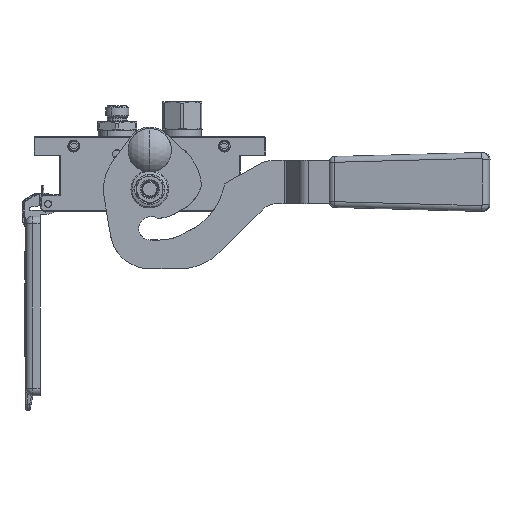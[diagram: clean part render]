
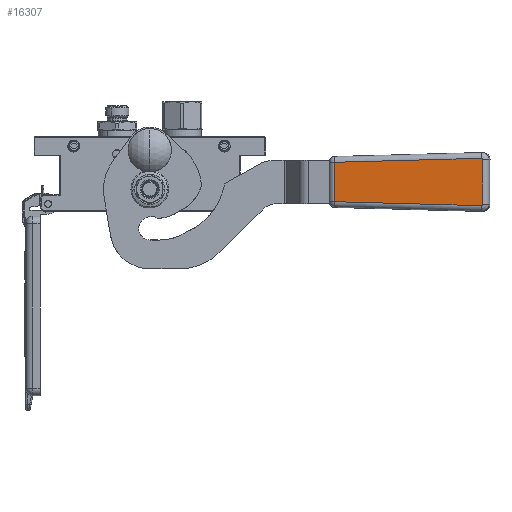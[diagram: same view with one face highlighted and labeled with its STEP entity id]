
A CAD part, front view. The second image highlights one B-rep face of the part: STEP entity #16307.
In plain terms, the highlighted face is planar.
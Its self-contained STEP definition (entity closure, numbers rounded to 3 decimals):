
#396 = AXIS2_PLACEMENT_3D ( 'NONE', #97686, #635, #41693 ) ;
#635 = DIRECTION ( 'NONE',  ( 0., 1., 0.014 ) ) ;
#2297 = DIRECTION ( 'NONE',  ( -0.027, 0.014, -1. ) ) ;
#2948 = ORIENTED_EDGE ( 'NONE', *, *, #97423, .F. ) ;
#3208 = CARTESIAN_POINT ( 'NONE',  ( -16.363, 0.069, -5.081 ) ) ;
#5255 = CARTESIAN_POINT ( 'NONE',  ( -15.754, 0.056, -4.127 ) ) ;
#6199 = CARTESIAN_POINT ( 'NONE',  ( -13.607, 1.447, -107.054 ) ) ;
#7163 = CARTESIAN_POINT ( 'NONE',  ( 16.209, 0.061, -4.509 ) ) ;
#9050 = EDGE_CURVE ( 'NONE', #99081, #82248, #45160, .T. ) ;
#9414 = PLANE ( 'NONE',  #396 ) ;
#10746 = EDGE_CURVE ( 'NONE', #20159, #75071, #48355, .T. ) ;
#11464 = VECTOR ( 'NONE', #94764, 1000. ) ;
#11663 = CARTESIAN_POINT ( 'NONE',  ( -16.301, 0.063, -4.688 ) ) ;
#12452 = EDGE_CURVE ( 'NONE', #82248, #89027, #23654, .T. ) ;
#12859 = CARTESIAN_POINT ( 'NONE',  ( -15.363, 0.055, -4.054 ) ) ;
#14905 = CARTESIAN_POINT ( 'NONE',  ( 15.562, 0.055, -4.067 ) ) ;
#15937 = CARTESIAN_POINT ( 'NONE',  ( 15.43, 0.055, -4.054 ) ) ;
#16307 = ADVANCED_FACE ( 'NONE', ( #56390 ), #9414, .F. ) ;
#19155 = EDGE_CURVE ( 'NONE', #69452, #20159, #35306, .T. ) ;
#19704 = ORIENTED_EDGE ( 'NONE', *, *, #10746, .F. ) ;
#20159 = VERTEX_POINT ( 'NONE', #6199 ) ;
#23654 = B_SPLINE_CURVE_WITH_KNOTS ( 'NONE', 3,
 ( #63629, #15937, #14905, #55261, #32054, #47486, #7163, #71282, #31382, #95448, #49227 ),
 .UNSPECIFIED., .F., .F.,
 ( 4, 1, 1, 1, 1, 1, 1, 1, 4 ),
 ( 0., 0.125, 0.25, 0.375, 0.5, 0.625, 0.75, 0.875, 1. ),
 .UNSPECIFIED. ) ;
#23691 = CARTESIAN_POINT ( 'NONE',  ( 15.363, 0.055, -4.054 ) ) ;
#26853 = CARTESIAN_POINT ( 'NONE',  ( 16.363, 0.069, -5.081 ) ) ;
#27254 = ORIENTED_EDGE ( 'NONE', *, *, #9050, .F. ) ;
#28876 = VECTOR ( 'NONE', #62729, 1000. ) ;
#31382 = CARTESIAN_POINT ( 'NONE',  ( 16.355, 0.066, -4.882 ) ) ;
#32054 = CARTESIAN_POINT ( 'NONE',  ( 15.931, 0.057, -4.223 ) ) ;
#33431 = CARTESIAN_POINT ( 'NONE',  ( -13.607, 1.447, -107.054 ) ) ;
#33862 = CARTESIAN_POINT ( 'NONE',  ( 16.363, 0.069, -5.081 ) ) ;
#34643 = ORIENTED_EDGE ( 'NONE', *, *, #60672, .F. ) ;
#35306 = LINE ( 'NONE', #62917, #11464 ) ;
#37566 = CARTESIAN_POINT ( 'NONE',  ( -15.363, 0.055, -4.054 ) ) ;
#41693 = DIRECTION ( 'NONE',  ( 0., -0.014, 1. ) ) ;
#42044 = ORIENTED_EDGE ( 'NONE', *, *, #12452, .F. ) ;
#43602 = DIRECTION ( 'NONE',  ( -0.027, -0.014, 1. ) ) ;
#44939 = CARTESIAN_POINT ( 'NONE',  ( -15.43, 0.055, -4.054 ) ) ;
#45160 = LINE ( 'NONE', #87854, #28876 ) ;
#47022 = LINE ( 'NONE', #33862, #55916 ) ;
#47486 = CARTESIAN_POINT ( 'NONE',  ( 16.084, 0.059, -4.352 ) ) ;
#48355 = LINE ( 'NONE', #33431, #100980 ) ;
#49227 = CARTESIAN_POINT ( 'NONE',  ( 16.363, 0.069, -5.081 ) ) ;
#51034 = B_SPLINE_CURVE_WITH_KNOTS ( 'NONE', 3,
 ( #3208, #59351, #84114, #11663, #67382, #99549, #53715, #5255, #53007, #44939, #37566 ),
 .UNSPECIFIED., .F., .F.,
 ( 4, 1, 1, 1, 1, 1, 1, 1, 4 ),
 ( 0., 0.125, 0.25, 0.375, 0.5, 0.625, 0.75, 0.875, 1. ),
 .UNSPECIFIED. ) ;
#53007 = CARTESIAN_POINT ( 'NONE',  ( -15.562, 0.055, -4.067 ) ) ;
#53715 = CARTESIAN_POINT ( 'NONE',  ( -15.931, 0.057, -4.223 ) ) ;
#55261 = CARTESIAN_POINT ( 'NONE',  ( 15.754, 0.056, -4.127 ) ) ;
#55916 = VECTOR ( 'NONE', #2297, 1000. ) ;
#56390 = FACE_OUTER_BOUND ( 'NONE', #68656, .T. ) ;
#59351 = CARTESIAN_POINT ( 'NONE',  ( -16.364, 0.068, -5.014 ) ) ;
#60672 = EDGE_CURVE ( 'NONE', #75071, #99081, #51034, .T. ) ;
#62729 = DIRECTION ( 'NONE',  ( 1., 0., 0. ) ) ;
#62917 = CARTESIAN_POINT ( 'NONE',  ( 13.607, 1.447, -107.054 ) ) ;
#63629 = CARTESIAN_POINT ( 'NONE',  ( 15.363, 0.055, -4.054 ) ) ;
#67382 = CARTESIAN_POINT ( 'NONE',  ( -16.209, 0.061, -4.509 ) ) ;
#68656 = EDGE_LOOP ( 'NONE', ( #95026, #2948, #42044, #27254, #34643, #19704 ) ) ;
#69452 = VERTEX_POINT ( 'NONE', #92957 ) ;
#71282 = CARTESIAN_POINT ( 'NONE',  ( 16.301, 0.063, -4.688 ) ) ;
#75071 = VERTEX_POINT ( 'NONE', #100841 ) ;
#82248 = VERTEX_POINT ( 'NONE', #23691 ) ;
#84114 = CARTESIAN_POINT ( 'NONE',  ( -16.355, 0.066, -4.882 ) ) ;
#87854 = CARTESIAN_POINT ( 'NONE',  ( -15.363, 0.055, -4.054 ) ) ;
#89027 = VERTEX_POINT ( 'NONE', #26853 ) ;
#92957 = CARTESIAN_POINT ( 'NONE',  ( 13.607, 1.447, -107.054 ) ) ;
#94764 = DIRECTION ( 'NONE',  ( -1., 0., 0. ) ) ;
#95026 = ORIENTED_EDGE ( 'NONE', *, *, #19155, .F. ) ;
#95448 = CARTESIAN_POINT ( 'NONE',  ( 16.364, 0.068, -5.014 ) ) ;
#97423 = EDGE_CURVE ( 'NONE', #89027, #69452, #47022, .T. ) ;
#97686 = CARTESIAN_POINT ( 'NONE',  ( 50., 1.5, -111. ) ) ;
#99081 = VERTEX_POINT ( 'NONE', #12859 ) ;
#99549 = CARTESIAN_POINT ( 'NONE',  ( -16.084, 0.059, -4.352 ) ) ;
#100841 = CARTESIAN_POINT ( 'NONE',  ( -16.363, 0.069, -5.081 ) ) ;
#100980 = VECTOR ( 'NONE', #43602, 1000. ) ;
